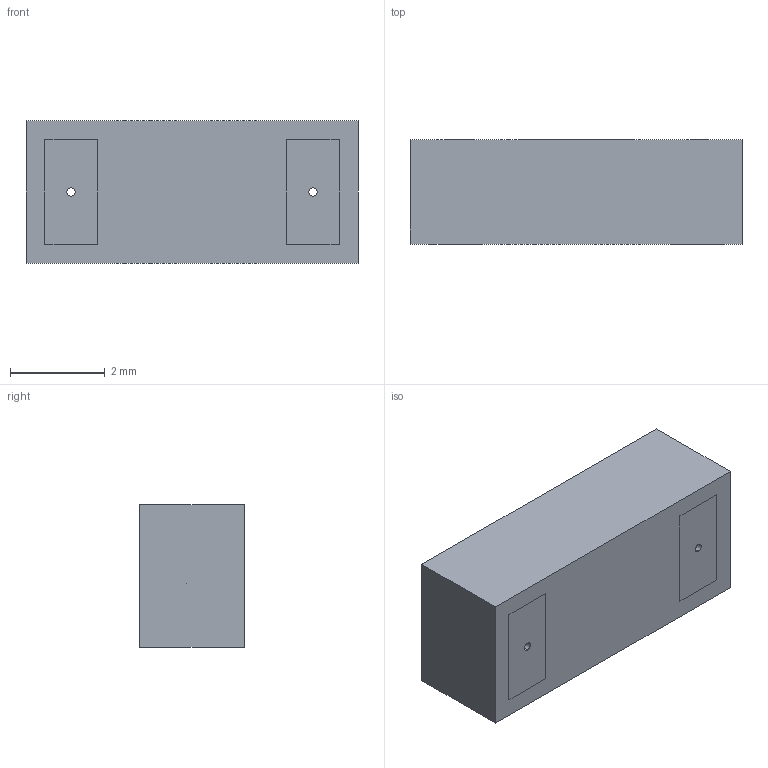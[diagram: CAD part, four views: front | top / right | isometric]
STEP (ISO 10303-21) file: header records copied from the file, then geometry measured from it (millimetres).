
FILE_DESCRIPTION (( 'STEP AP214' ), '1' );
FILE_NAME ('NN01-102.STEP', '2021-08-02T20:47:42', ( '' ), ( '' ), 'SwSTEP 2.0', 'SolidWorks 2017', '' );
FILE_SCHEMA (( 'AUTOMOTIVE_DESIGN' ));
Length unit declared in the file: millimetre
Products named in the file (1): NN01-102
Bounding box: 7 x 2.2 x 3 mm (x, y, z)
Volume: 46.1 mm3; surface area: 118.6 mm2
Topology: 5 solids, 5 shells, 78 faces, 186 edges, 124 vertices
Faces by surface type: plane 60, cylinder 18
Entity records: 2336 total; most frequent: CARTESIAN_POINT 389, DIRECTION 380, ORIENTED_EDGE 372, EDGE_CURVE 186, LINE 150, VECTOR 150, VERTEX_POINT 124, AXIS2_PLACEMENT_3D 115
